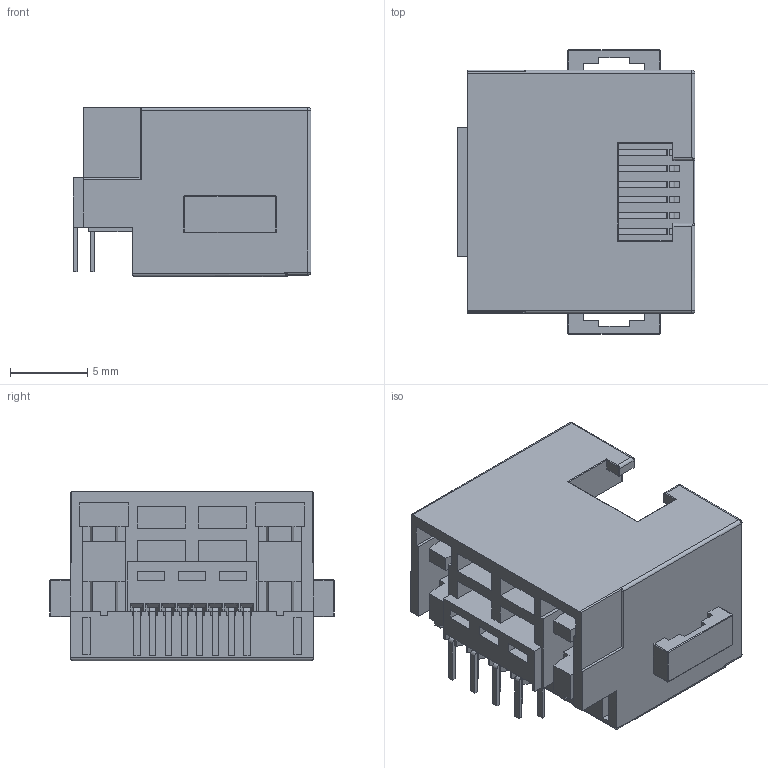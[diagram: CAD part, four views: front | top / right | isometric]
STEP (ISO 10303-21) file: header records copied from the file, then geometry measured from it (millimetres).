
FILE_DESCRIPTION(/* description */ ('Unknown'),/* implementation_level */ '2;1');
FILE_NAME(/* name */ 'J_Wurth_WR-MJ_615008150021',/* time_stamp */ '2025-07-02T11:23:47+08:00',/* author */ ('Unknown'),/* organization */ ('Unknown'),/* preprocessor_version */ 'ST-DEVELOPER v19.4',/* originating_system */ 'Solid Edge',/* authorisation */ 'Unknown');
FILE_SCHEMA (('AUTOMOTIVE_DESIGN {1 0 10303 214 3 1 1}'));
Length unit declared in the file: millimetre
Products named in the file (2): J_Wurth_WR-MJ_615008150021
Assembly tree (1 placements, depth 2):
  J_Wurth_WR-MJ_615008150021
    J_Wurth_WR-MJ_615008150021
Bounding box: 15.45 x 18.45 x 11 mm (x, y, z)
Volume: 1280.5 mm3; surface area: 2458.9 mm2
Topology: 1 solids, 9 shells, 642 faces, 1769 edges, 1110 vertices
Faces by surface type: plane 476, cylinder 144, sphere 12, bspline 6, torus 4
Entity records: 24563 total; most frequent: CARTESIAN_POINT 3685, ORIENTED_EDGE 3502, DIRECTION 3251, EDGE_CURVE 1751, LINE 1467, VECTOR 1467, VERTEX_POINT 1110, AXIS2_PLACEMENT_3D 892
